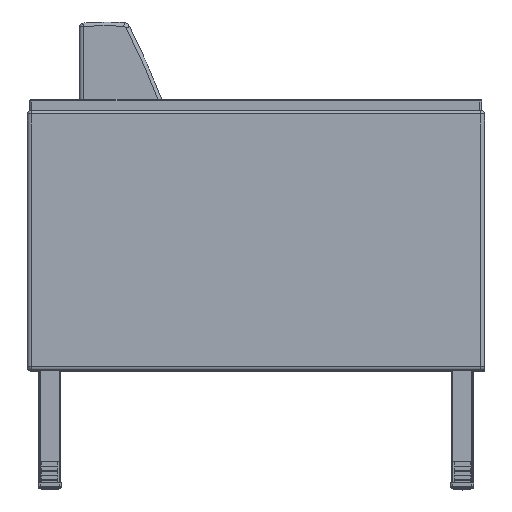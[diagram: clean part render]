
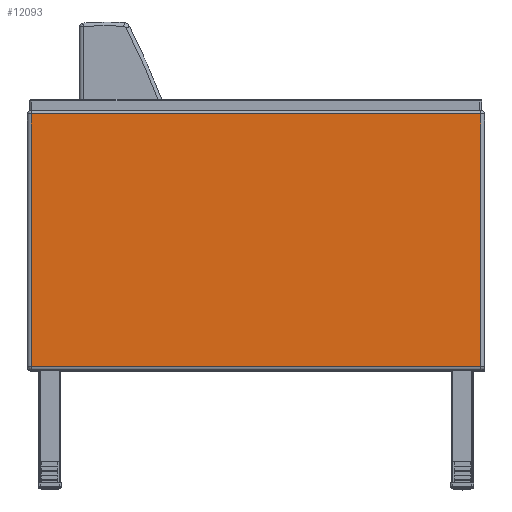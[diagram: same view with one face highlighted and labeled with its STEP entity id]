
A CAD part, top view. The second image highlights one B-rep face of the part: STEP entity #12093.
In plain terms, the highlighted planar face has unit normal (0, 0, 1).
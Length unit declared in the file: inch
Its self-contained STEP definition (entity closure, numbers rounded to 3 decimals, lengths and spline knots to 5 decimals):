
#1060=PLANE('',#13025);
#1311=LINE('',#18158,#2030);
#1313=LINE('',#18161,#2032);
#1323=LINE('',#18176,#2042);
#1325=LINE('',#18179,#2044);
#2030=VECTOR('',#14522,30.25);
#2032=VECTOR('',#14526,17.);
#2042=VECTOR('',#14546,17.);
#2044=VECTOR('',#14550,30.25);
#3040=FACE_OUTER_BOUND('',#3936,.T.);
#3936=EDGE_LOOP('',(#8460,#8461,#8462,#8463));
#5542=VERTEX_POINT('',#18094);
#5548=VERTEX_POINT('',#18108);
#5551=VERTEX_POINT('',#18115);
#5560=VERTEX_POINT('',#18136);
#6581=EDGE_CURVE('',#5551,#5560,#1311,.T.);
#6583=EDGE_CURVE('',#5560,#5548,#1313,.T.);
#6593=EDGE_CURVE('',#5542,#5551,#1323,.T.);
#6595=EDGE_CURVE('',#5548,#5542,#1325,.T.);
#8460=ORIENTED_EDGE('',*,*,#6581,.F.);
#8461=ORIENTED_EDGE('',*,*,#6593,.F.);
#8462=ORIENTED_EDGE('',*,*,#6595,.F.);
#8463=ORIENTED_EDGE('',*,*,#6583,.F.);
#12093=ADVANCED_FACE('',(#3040),#1060,.T.);
#13025=AXIS2_PLACEMENT_3D('',#18187,#14562,#14563);
#14522=DIRECTION('',(1.,0.,0.));
#14526=DIRECTION('',(0.,-1.,0.));
#14546=DIRECTION('',(0.,1.,0.));
#14550=DIRECTION('',(-1.,0.,0.));
#14562=DIRECTION('center_axis',(0.,0.,1.));
#14563=DIRECTION('ref_axis',(1.,0.,0.));
#18094=CARTESIAN_POINT('',(0.25,-17.25,3.5));
#18108=CARTESIAN_POINT('',(30.5,-17.25,3.5));
#18115=CARTESIAN_POINT('',(0.25,-0.25,3.5));
#18136=CARTESIAN_POINT('',(30.5,-0.25,3.5));
#18158=CARTESIAN_POINT('',(23.0625,-0.25,3.5));
#18161=CARTESIAN_POINT('',(30.5,-13.125,3.5));
#18176=CARTESIAN_POINT('',(0.25,-4.375,3.5));
#18179=CARTESIAN_POINT('',(7.6875,-17.25,3.5));
#18187=CARTESIAN_POINT('Origin',(15.375,-8.75,3.5));
